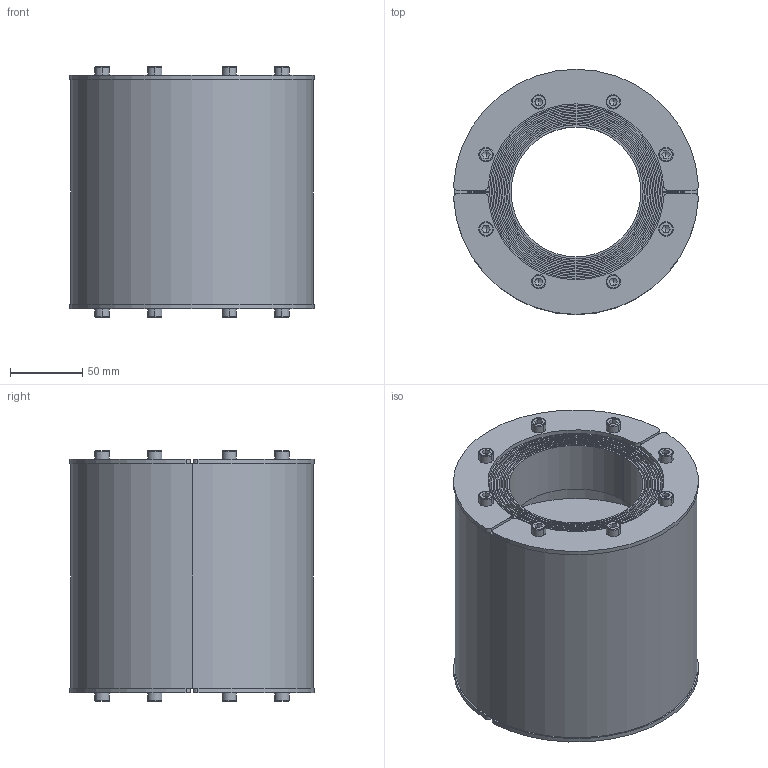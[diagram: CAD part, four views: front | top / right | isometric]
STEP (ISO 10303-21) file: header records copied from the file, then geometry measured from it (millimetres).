
FILE_DESCRIPTION((''),'2;1');
FILE_NAME('PPS CRS 150.stp','2005-03-29T09:31:35',(''),(''),'Mechanical Desktop 2005','Mechanical Desktop 2005',', , ');
FILE_SCHEMA(('CONFIG_CONTROL_DESIGN'));
Length unit declared in the file: millimetre
Products named in the file (12): DRAWING3; RS150A; HALF; FRONT; REAR ; RUBBER; HEXAGON SOCKET HEAD CAP SCREW - ISO 4762 - M6X45; PART1; PART2; PART3; RS150; DIN912_MC6S_M6x90
Assembly tree (17 placements, depth 4):
  DRAWING3
    RS150A  x2
      HALF
        FRONT
        REAR   x2
        RUBBER
        HEXAGON SOCKET HEAD CAP SCREW - ISO 4762 - M6X45  x4
    PART1
    PART2
    PART3
    RS150
      DIN912_MC6S_M6x90
Bounding box: 169.8 x 170 x 174 mm (x, y, z)
Volume: 1685160.5 mm3; surface area: 711847.1 mm2
Topology: 58 solids, 58 shells, 916 faces, 2256 edges, 1474 vertices
Faces by surface type: cylinder 464, plane 324, cone 96, bspline 32
Entity records: 4920 total; most frequent: DIRECTION 886, CARTESIAN_POINT 885, ORIENTED_EDGE 734, EDGE_CURVE 367, AXIS2_PLACEMENT_3D 361, VERTEX_POINT 244, CIRCLE 195, EDGE_LOOP 177
